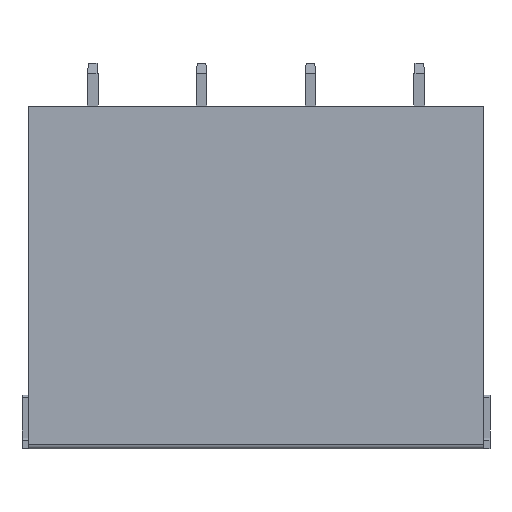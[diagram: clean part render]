
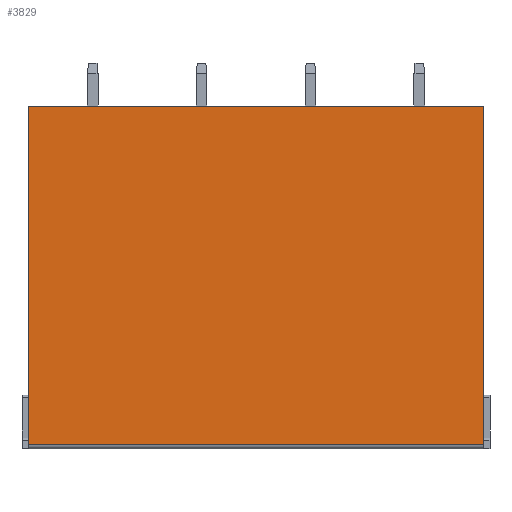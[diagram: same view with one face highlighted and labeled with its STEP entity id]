
A CAD part, left-side view. The second image highlights one B-rep face of the part: STEP entity #3829.
In plain terms, the highlighted planar face has unit normal (-1, 0, 0).
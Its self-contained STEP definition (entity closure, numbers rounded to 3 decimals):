
#94=DIRECTION('',(0.,0.,1.));
#95=VECTOR('',#94,31.6);
#96=CARTESIAN_POINT('',(-6.7,0.,-15.6));
#97=LINE('',#96,#95);
#428=DIRECTION('',(0.,0.,1.));
#429=VECTOR('',#428,31.6);
#430=CARTESIAN_POINT('',(-6.7,-42.48,-15.6));
#431=LINE('',#430,#429);
#593=DIRECTION('',(0.,-1.,0.));
#594=VECTOR('',#593,42.48);
#595=CARTESIAN_POINT('',(-6.7,0.,-15.6));
#596=LINE('',#595,#594);
#597=DIRECTION('',(0.,-1.,0.));
#598=VECTOR('',#597,42.48);
#599=CARTESIAN_POINT('',(-6.7,0.,16.));
#600=LINE('',#599,#598);
#2617=CARTESIAN_POINT('',(-6.7,0.,16.));
#2619=VERTEX_POINT('',#2617);
#2626=CARTESIAN_POINT('',(-6.7,0.,-15.6));
#2628=VERTEX_POINT('',#2626);
#2629=CARTESIAN_POINT('',(-6.7,-42.48,16.));
#2631=VERTEX_POINT('',#2629);
#2638=CARTESIAN_POINT('',(-6.7,-42.48,-15.6));
#2640=VERTEX_POINT('',#2638);
#3817=CARTESIAN_POINT('',(-6.7,0.,-15.6));
#3818=DIRECTION('',(-1.,0.,0.));
#3819=DIRECTION('',(0.,0.,1.));
#3820=AXIS2_PLACEMENT_3D('',#3817,#3818,#3819);
#3821=PLANE('',#3820);
#3822=ORIENTED_EDGE('',*,*,#3400,.T.);
#3824=ORIENTED_EDGE('',*,*,#3823,.T.);
#3825=ORIENTED_EDGE('',*,*,#3599,.F.);
#3826=ORIENTED_EDGE('',*,*,#3810,.F.);
#3827=EDGE_LOOP('',(#3822,#3824,#3825,#3826));
#3828=FACE_OUTER_BOUND('',#3827,.F.);
#3400=EDGE_CURVE('',#2628,#2619,#97,.T.);
#3599=EDGE_CURVE('',#2640,#2631,#431,.T.);
#3810=EDGE_CURVE('',#2628,#2640,#596,.T.);
#3823=EDGE_CURVE('',#2619,#2631,#600,.T.);
#3829=ADVANCED_FACE('',(#3828),#3821,.T.);
